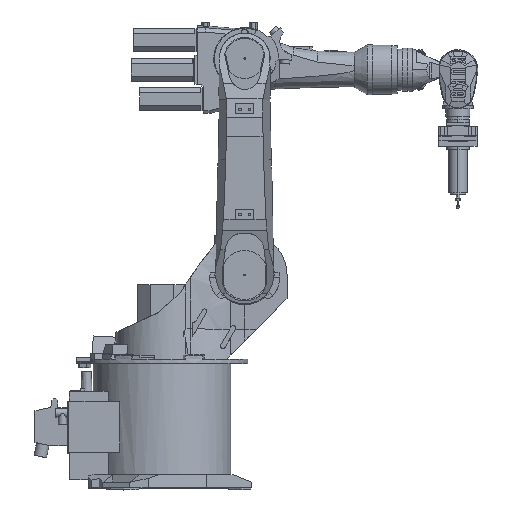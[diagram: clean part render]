
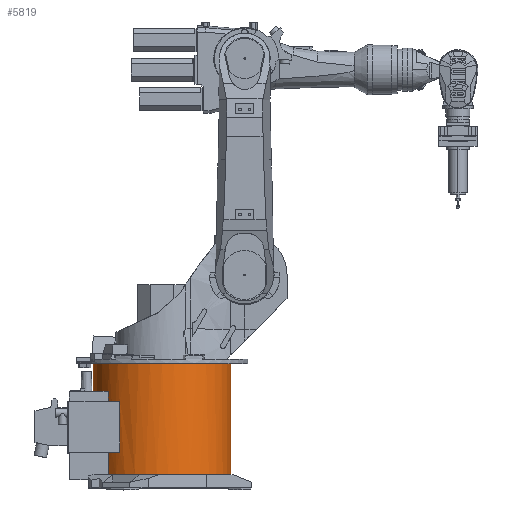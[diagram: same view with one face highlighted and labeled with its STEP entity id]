
A CAD part, top view. The second image highlights one B-rep face of the part: STEP entity #5819.
In plain terms, the highlighted cylindrical face has radius 216.5 mm (diameter 433 mm), a partial arc.
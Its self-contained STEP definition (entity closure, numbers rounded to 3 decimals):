
#657 = CIRCLE ( 'NONE', #22074, 216.5 ) ;
#1368 = ORIENTED_EDGE ( 'NONE', *, *, #36575, .T. ) ;
#1750 = VECTOR ( 'NONE', #42771, 1000. ) ;
#1922 = VECTOR ( 'NONE', #27905, 1000. ) ;
#2044 = EDGE_CURVE ( 'NONE', #43639, #4272, #38167, .T. ) ;
#2620 = AXIS2_PLACEMENT_3D ( 'NONE', #38479, #42021, #10423 ) ;
#2972 = CARTESIAN_POINT ( 'NONE',  ( -216.5, 0., 309. ) ) ;
#3049 = VERTEX_POINT ( 'NONE', #9218 ) ;
#3270 = LINE ( 'NONE', #28721, #11448 ) ;
#3491 = VERTEX_POINT ( 'NONE', #8094 ) ;
#3719 = EDGE_CURVE ( 'NONE', #37120, #11478, #45187, .T. ) ;
#4172 = CARTESIAN_POINT ( 'NONE',  ( -216.5, 0., 47.4 ) ) ;
#4272 = VERTEX_POINT ( 'NONE', #27505 ) ;
#4431 = CARTESIAN_POINT ( 'NONE',  ( -169.255, -135., 118.024 ) ) ;
#5819 = ADVANCED_FACE ( 'NONE', ( #26971 ), #16590, .T. ) ;
#6000 = EDGE_CURVE ( 'NONE', #43639, #38669, #11029, .T. ) ;
#6123 = CARTESIAN_POINT ( 'NONE',  ( 0., 0., 47.4 ) ) ;
#6668 = CARTESIAN_POINT ( 'NONE',  ( 0., 0., 396.923 ) ) ;
#8094 = CARTESIAN_POINT ( 'NONE',  ( 216.5, 0., 396.923 ) ) ;
#8418 = VERTEX_POINT ( 'NONE', #4431 ) ;
#9218 = CARTESIAN_POINT ( 'NONE',  ( -132.882, -170.923, 118.024 ) ) ;
#9640 = DIRECTION ( 'NONE',  ( 1., 0., 0. ) ) ;
#10183 = DIRECTION ( 'NONE',  ( 1., 0., 0. ) ) ;
#10253 = ORIENTED_EDGE ( 'NONE', *, *, #6000, .F. ) ;
#10423 = DIRECTION ( 'NONE',  ( 1., 0., 0. ) ) ;
#11029 = LINE ( 'NONE', #4172, #1750 ) ;
#11282 = AXIS2_PLACEMENT_3D ( 'NONE', #6123, #30624, #9640 ) ;
#11448 = VECTOR ( 'NONE', #32262, 1000. ) ;
#11478 = VERTEX_POINT ( 'NONE', #12489 ) ;
#12348 = EDGE_LOOP ( 'NONE', ( #10253, #35718, #30471, #45148, #38519, #25891, #12948, #40024, #22947, #1368 ) ) ;
#12489 = CARTESIAN_POINT ( 'NONE',  ( 216.5, 0., 47.4 ) ) ;
#12817 = DIRECTION ( 'NONE',  ( 0., 0., 1. ) ) ;
#12948 = ORIENTED_EDGE ( 'NONE', *, *, #28231, .T. ) ;
#13768 = CARTESIAN_POINT ( 'NONE',  ( -169.255, -135., 47.4 ) ) ;
#14168 = DIRECTION ( 'NONE',  ( 0., 0., -1. ) ) ;
#14471 = CARTESIAN_POINT ( 'NONE',  ( -169.255, -135., 278.024 ) ) ;
#16590 = CYLINDRICAL_SURFACE ( 'NONE', #2620, 216.5 ) ;
#17019 = EDGE_CURVE ( 'NONE', #33041, #3049, #42573, .T. ) ;
#17313 = DIRECTION ( 'NONE',  ( 0., 0., -1. ) ) ;
#18828 = CARTESIAN_POINT ( 'NONE',  ( -216.5, 0., 396.923 ) ) ;
#18888 = AXIS2_PLACEMENT_3D ( 'NONE', #41763, #20779, #45299 ) ;
#19536 = CARTESIAN_POINT ( 'NONE',  ( 0., 0., 118.024 ) ) ;
#20750 = CARTESIAN_POINT ( 'NONE',  ( 216.5, 0., 47.4 ) ) ;
#20779 = DIRECTION ( 'NONE',  ( 0., 0., 1. ) ) ;
#22074 = AXIS2_PLACEMENT_3D ( 'NONE', #19536, #44040, #23047 ) ;
#22693 = AXIS2_PLACEMENT_3D ( 'NONE', #6668, #31169, #10183 ) ;
#22947 = ORIENTED_EDGE ( 'NONE', *, *, #28717, .T. ) ;
#23047 = DIRECTION ( 'NONE',  ( 1., 0., 0. ) ) ;
#23924 = VECTOR ( 'NONE', #14168, 1000. ) ;
#25891 = ORIENTED_EDGE ( 'NONE', *, *, #26431, .T. ) ;
#26132 = VERTEX_POINT ( 'NONE', #14471 ) ;
#26431 = EDGE_CURVE ( 'NONE', #3049, #8418, #657, .T. ) ;
#26971 = FACE_OUTER_BOUND ( 'NONE', #12348, .T. ) ;
#27117 = LINE ( 'NONE', #13768, #35335 ) ;
#27505 = CARTESIAN_POINT ( 'NONE',  ( -169.255, -135., 309. ) ) ;
#27905 = DIRECTION ( 'NONE',  ( 0., 0., 1. ) ) ;
#28231 = EDGE_CURVE ( 'NONE', #8418, #37120, #3270, .T. ) ;
#28717 = EDGE_CURVE ( 'NONE', #11478, #3491, #29857, .T. ) ;
#28721 = CARTESIAN_POINT ( 'NONE',  ( -169.255, -135., 47.4 ) ) ;
#29857 = LINE ( 'NONE', #20750, #1922 ) ;
#30471 = ORIENTED_EDGE ( 'NONE', *, *, #37265, .T. ) ;
#30624 = DIRECTION ( 'NONE',  ( 0., 0., 1. ) ) ;
#31169 = DIRECTION ( 'NONE',  ( 0., 0., -1. ) ) ;
#32262 = DIRECTION ( 'NONE',  ( 0., 0., -1. ) ) ;
#33041 = VERTEX_POINT ( 'NONE', #38565 ) ;
#33246 = CIRCLE ( 'NONE', #34924, 216.5 ) ;
#33799 = CARTESIAN_POINT ( 'NONE',  ( 0., 0., 278.024 ) ) ;
#33845 = CARTESIAN_POINT ( 'NONE',  ( -169.255, -135., 47.4 ) ) ;
#34924 = AXIS2_PLACEMENT_3D ( 'NONE', #33799, #12817, #37337 ) ;
#35041 = EDGE_CURVE ( 'NONE', #26132, #33041, #33246, .T. ) ;
#35335 = VECTOR ( 'NONE', #17313, 1000. ) ;
#35718 = ORIENTED_EDGE ( 'NONE', *, *, #2044, .T. ) ;
#36575 = EDGE_CURVE ( 'NONE', #3491, #38669, #40911, .T. ) ;
#37120 = VERTEX_POINT ( 'NONE', #33845 ) ;
#37265 = EDGE_CURVE ( 'NONE', #4272, #26132, #27117, .T. ) ;
#37337 = DIRECTION ( 'NONE',  ( 1., 0., 0. ) ) ;
#38167 = CIRCLE ( 'NONE', #18888, 216.5 ) ;
#38479 = CARTESIAN_POINT ( 'NONE',  ( 0., 0., 47.4 ) ) ;
#38519 = ORIENTED_EDGE ( 'NONE', *, *, #17019, .T. ) ;
#38565 = CARTESIAN_POINT ( 'NONE',  ( -132.882, -170.923, 278.024 ) ) ;
#38669 = VERTEX_POINT ( 'NONE', #18828 ) ;
#40024 = ORIENTED_EDGE ( 'NONE', *, *, #3719, .T. ) ;
#40911 = CIRCLE ( 'NONE', #22693, 216.5 ) ;
#41763 = CARTESIAN_POINT ( 'NONE',  ( 0., 0., 309. ) ) ;
#42021 = DIRECTION ( 'NONE',  ( 0., 0., 1. ) ) ;
#42234 = CARTESIAN_POINT ( 'NONE',  ( -132.882, -170.923, 47.4 ) ) ;
#42573 = LINE ( 'NONE', #42234, #23924 ) ;
#42771 = DIRECTION ( 'NONE',  ( 0., 0., 1. ) ) ;
#43639 = VERTEX_POINT ( 'NONE', #2972 ) ;
#44040 = DIRECTION ( 'NONE',  ( 0., 0., -1. ) ) ;
#45148 = ORIENTED_EDGE ( 'NONE', *, *, #35041, .T. ) ;
#45187 = CIRCLE ( 'NONE', #11282, 216.5 ) ;
#45299 = DIRECTION ( 'NONE',  ( 1., 0., 0. ) ) ;
